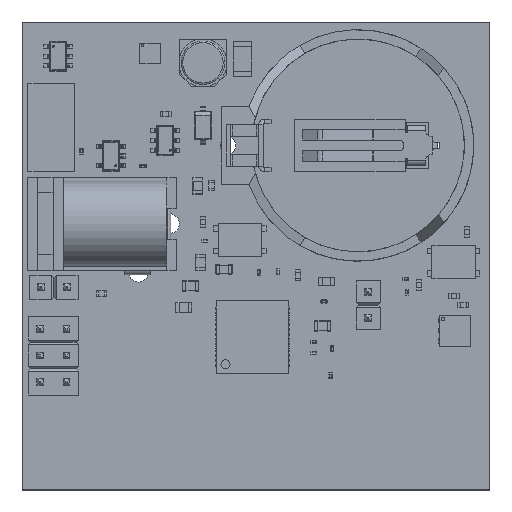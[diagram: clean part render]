
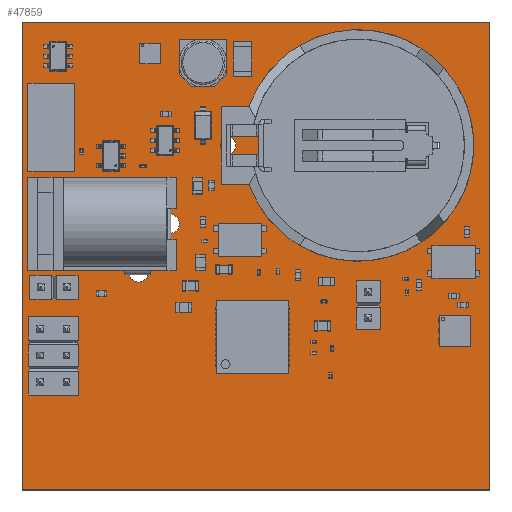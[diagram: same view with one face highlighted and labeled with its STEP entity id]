
A CAD part, top view. The second image highlights one B-rep face of the part: STEP entity #47859.
In plain terms, the highlighted planar face has unit normal (0, 0, 1).
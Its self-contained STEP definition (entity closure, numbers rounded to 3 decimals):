
#47082 = VERTEX_POINT('',#47083);
#47083 = CARTESIAN_POINT('',(-31.5,-52.5,0.));
#47089 = EDGE_CURVE('',#47082,#47090,#47092,.T.);
#47090 = VERTEX_POINT('',#47091);
#47091 = CARTESIAN_POINT('',(-31.5,-7.3,0.));
#47092 = LINE('',#47093,#47094);
#47093 = CARTESIAN_POINT('',(-31.5,-52.5,0.));
#47094 = VECTOR('',#47095,1.);
#47095 = DIRECTION('',(0.,1.,0.));
#47120 = EDGE_CURVE('',#47090,#47121,#47123,.T.);
#47121 = VERTEX_POINT('',#47122);
#47122 = CARTESIAN_POINT('',(13.7,-7.3,0.));
#47123 = LINE('',#47124,#47125);
#47124 = CARTESIAN_POINT('',(-31.5,-7.3,0.));
#47125 = VECTOR('',#47126,1.);
#47126 = DIRECTION('',(1.,0.,0.));
#47151 = EDGE_CURVE('',#47121,#47152,#47154,.T.);
#47152 = VERTEX_POINT('',#47153);
#47153 = CARTESIAN_POINT('',(13.7,-52.5,0.));
#47154 = LINE('',#47155,#47156);
#47155 = CARTESIAN_POINT('',(13.7,-7.3,0.));
#47156 = VECTOR('',#47157,1.);
#47157 = DIRECTION('',(0.,-1.,0.));
#47182 = EDGE_CURVE('',#47152,#47082,#47183,.T.);
#47183 = LINE('',#47184,#47185);
#47184 = CARTESIAN_POINT('',(13.7,-52.5,0.));
#47185 = VECTOR('',#47186,1.);
#47186 = DIRECTION('',(-1.,0.,0.));
#47206 = VERTEX_POINT('',#47207);
#47207 = CARTESIAN_POINT('',(-29.168,-42.062,0.));
#47213 = EDGE_CURVE('',#47206,#47206,#47214,.T.);
#47214 = CIRCLE('',#47215,0.575);
#47215 = AXIS2_PLACEMENT_3D('',#47216,#47217,#47218);
#47216 = CARTESIAN_POINT('',(-29.743,-42.062,0.));
#47217 = DIRECTION('',(0.,0.,1.));
#47218 = DIRECTION('',(1.,0.,0.));
#47239 = VERTEX_POINT('',#47240);
#47240 = CARTESIAN_POINT('',(-29.168,-39.522,0.));
#47246 = EDGE_CURVE('',#47239,#47239,#47247,.T.);
#47247 = CIRCLE('',#47248,0.575);
#47248 = AXIS2_PLACEMENT_3D('',#47249,#47250,#47251);
#47249 = CARTESIAN_POINT('',(-29.743,-39.522,0.));
#47250 = DIRECTION('',(0.,0.,1.));
#47251 = DIRECTION('',(1.,0.,0.));
#47272 = VERTEX_POINT('',#47273);
#47273 = CARTESIAN_POINT('',(-26.628,-42.062,0.));
#47279 = EDGE_CURVE('',#47272,#47272,#47280,.T.);
#47280 = CIRCLE('',#47281,0.575);
#47281 = AXIS2_PLACEMENT_3D('',#47282,#47283,#47284);
#47282 = CARTESIAN_POINT('',(-27.203,-42.062,0.));
#47283 = DIRECTION('',(0.,0.,1.));
#47284 = DIRECTION('',(1.,0.,0.));
#47305 = VERTEX_POINT('',#47306);
#47306 = CARTESIAN_POINT('',(-29.168,-36.982,0.));
#47312 = EDGE_CURVE('',#47305,#47305,#47313,.T.);
#47313 = CIRCLE('',#47314,0.575);
#47314 = AXIS2_PLACEMENT_3D('',#47315,#47316,#47317);
#47315 = CARTESIAN_POINT('',(-29.743,-36.982,0.));
#47316 = DIRECTION('',(0.,0.,1.));
#47317 = DIRECTION('',(1.,0.,0.));
#47338 = VERTEX_POINT('',#47339);
#47339 = CARTESIAN_POINT('',(-29.118,-32.918,0.));
#47345 = EDGE_CURVE('',#47338,#47338,#47346,.T.);
#47346 = CIRCLE('',#47347,0.575);
#47347 = AXIS2_PLACEMENT_3D('',#47348,#47349,#47350);
#47348 = CARTESIAN_POINT('',(-29.693,-32.918,0.));
#47349 = DIRECTION('',(0.,0.,1.));
#47350 = DIRECTION('',(1.,0.,0.));
#47371 = VERTEX_POINT('',#47372);
#47372 = CARTESIAN_POINT('',(-27.027,-19.975,0.));
#47378 = EDGE_CURVE('',#47371,#47371,#47379,.T.);
#47379 = CIRCLE('',#47380,0.4);
#47380 = AXIS2_PLACEMENT_3D('',#47381,#47382,#47383);
#47381 = CARTESIAN_POINT('',(-27.427,-19.975,0.));
#47382 = DIRECTION('',(0.,0.,1.));
#47383 = DIRECTION('',(1.,0.,0.));
#47404 = VERTEX_POINT('',#47405);
#47405 = CARTESIAN_POINT('',(-26.628,-36.982,0.));
#47411 = EDGE_CURVE('',#47404,#47404,#47412,.T.);
#47412 = CIRCLE('',#47413,0.575);
#47413 = AXIS2_PLACEMENT_3D('',#47414,#47415,#47416);
#47414 = CARTESIAN_POINT('',(-27.203,-36.982,0.));
#47415 = DIRECTION('',(0.,0.,1.));
#47416 = DIRECTION('',(1.,0.,0.));
#47437 = VERTEX_POINT('',#47438);
#47438 = CARTESIAN_POINT('',(-27.027,-14.975,0.));
#47444 = EDGE_CURVE('',#47437,#47437,#47445,.T.);
#47445 = CIRCLE('',#47446,0.4);
#47446 = AXIS2_PLACEMENT_3D('',#47447,#47448,#47449);
#47447 = CARTESIAN_POINT('',(-27.427,-14.975,0.));
#47448 = DIRECTION('',(0.,0.,1.));
#47449 = DIRECTION('',(1.,0.,0.));
#47470 = VERTEX_POINT('',#47471);
#47471 = CARTESIAN_POINT('',(-27.027,-17.475,0.));
#47477 = EDGE_CURVE('',#47470,#47470,#47478,.T.);
#47478 = CIRCLE('',#47479,0.4);
#47479 = AXIS2_PLACEMENT_3D('',#47480,#47481,#47482);
#47480 = CARTESIAN_POINT('',(-27.427,-17.475,0.));
#47481 = DIRECTION('',(0.,0.,1.));
#47482 = DIRECTION('',(1.,0.,0.));
#47503 = VERTEX_POINT('',#47504);
#47504 = CARTESIAN_POINT('',(-26.628,-39.522,0.));
#47510 = EDGE_CURVE('',#47503,#47503,#47511,.T.);
#47511 = CIRCLE('',#47512,0.575);
#47512 = AXIS2_PLACEMENT_3D('',#47513,#47514,#47515);
#47513 = CARTESIAN_POINT('',(-27.203,-39.522,0.));
#47514 = DIRECTION('',(0.,0.,1.));
#47515 = DIRECTION('',(1.,0.,0.));
#47536 = VERTEX_POINT('',#47537);
#47537 = CARTESIAN_POINT('',(-26.578,-32.918,0.));
#47543 = EDGE_CURVE('',#47536,#47536,#47544,.T.);
#47544 = CIRCLE('',#47545,0.575);
#47545 = AXIS2_PLACEMENT_3D('',#47546,#47547,#47548);
#47546 = CARTESIAN_POINT('',(-27.153,-32.918,0.));
#47547 = DIRECTION('',(0.,0.,1.));
#47548 = DIRECTION('',(1.,0.,0.));
#47569 = VERTEX_POINT('',#47570);
#47570 = CARTESIAN_POINT('',(2.505,-35.916,0.));
#47576 = EDGE_CURVE('',#47569,#47569,#47577,.T.);
#47577 = CIRCLE('',#47578,0.575);
#47578 = AXIS2_PLACEMENT_3D('',#47579,#47580,#47581);
#47579 = CARTESIAN_POINT('',(1.93,-35.916,0.));
#47580 = DIRECTION('',(0.,0.,1.));
#47581 = DIRECTION('',(1.,0.,0.));
#47602 = VERTEX_POINT('',#47603);
#47603 = CARTESIAN_POINT('',(2.505,-33.376,0.));
#47609 = EDGE_CURVE('',#47602,#47602,#47610,.T.);
#47610 = CIRCLE('',#47611,0.575);
#47611 = AXIS2_PLACEMENT_3D('',#47612,#47613,#47614);
#47612 = CARTESIAN_POINT('',(1.93,-33.376,0.));
#47613 = DIRECTION('',(0.,0.,1.));
#47614 = DIRECTION('',(1.,0.,0.));
#47635 = VERTEX_POINT('',#47636);
#47636 = CARTESIAN_POINT('',(-19.297,-31.472,0.));
#47642 = EDGE_CURVE('',#47635,#47635,#47643,.T.);
#47643 = CIRCLE('',#47644,0.95);
#47644 = AXIS2_PLACEMENT_3D('',#47645,#47646,#47647);
#47645 = CARTESIAN_POINT('',(-20.247,-31.472,0.));
#47646 = DIRECTION('',(0.,0.,1.));
#47647 = DIRECTION('',(1.,0.,0.));
#47668 = VERTEX_POINT('',#47669);
#47669 = CARTESIAN_POINT('',(-22.297,-26.772,0.));
#47675 = EDGE_CURVE('',#47668,#47668,#47676,.T.);
#47676 = CIRCLE('',#47677,0.95);
#47677 = AXIS2_PLACEMENT_3D('',#47678,#47679,#47680);
#47678 = CARTESIAN_POINT('',(-23.247,-26.772,0.));
#47679 = DIRECTION('',(0.,0.,1.));
#47680 = DIRECTION('',(1.,0.,0.));
#47701 = VERTEX_POINT('',#47702);
#47702 = CARTESIAN_POINT('',(-16.297,-26.772,0.));
#47708 = EDGE_CURVE('',#47701,#47701,#47709,.T.);
#47709 = CIRCLE('',#47710,0.95);
#47710 = AXIS2_PLACEMENT_3D('',#47711,#47712,#47713);
#47711 = CARTESIAN_POINT('',(-17.247,-26.772,0.));
#47712 = DIRECTION('',(0.,0.,1.));
#47713 = DIRECTION('',(1.,0.,0.));
#47734 = VERTEX_POINT('',#47735);
#47735 = CARTESIAN_POINT('',(-10.832,-19.228,0.));
#47741 = EDGE_CURVE('',#47734,#47734,#47742,.T.);
#47742 = CIRCLE('',#47743,0.75);
#47743 = AXIS2_PLACEMENT_3D('',#47744,#47745,#47746);
#47744 = CARTESIAN_POINT('',(-11.582,-19.228,0.));
#47745 = DIRECTION('',(0.,0.,1.));
#47746 = DIRECTION('',(1.,0.,0.));
#47767 = VERTEX_POINT('',#47768);
#47768 = CARTESIAN_POINT('',(9.003,-19.228,0.));
#47774 = EDGE_CURVE('',#47767,#47767,#47775,.T.);
#47775 = CIRCLE('',#47776,0.585);
#47776 = AXIS2_PLACEMENT_3D('',#47777,#47778,#47779);
#47777 = CARTESIAN_POINT('',(8.418,-19.228,0.));
#47778 = DIRECTION('',(0.,0.,1.));
#47779 = DIRECTION('',(1.,0.,0.));
#47859 = ADVANCED_FACE('',(#47860,#47866,#47869,#47872,#47875,#47878,
    #47881,#47884,#47887,#47890,#47893,#47896,#47899,#47902,#47905,
    #47908,#47911,#47914,#47917),#47920,.T.);
#47860 = FACE_BOUND('',#47861,.F.);
#47861 = EDGE_LOOP('',(#47862,#47863,#47864,#47865));
#47862 = ORIENTED_EDGE('',*,*,#47089,.T.);
#47863 = ORIENTED_EDGE('',*,*,#47120,.T.);
#47864 = ORIENTED_EDGE('',*,*,#47151,.T.);
#47865 = ORIENTED_EDGE('',*,*,#47182,.T.);
#47866 = FACE_BOUND('',#47867,.T.);
#47867 = EDGE_LOOP('',(#47868));
#47868 = ORIENTED_EDGE('',*,*,#47213,.F.);
#47869 = FACE_BOUND('',#47870,.T.);
#47870 = EDGE_LOOP('',(#47871));
#47871 = ORIENTED_EDGE('',*,*,#47246,.F.);
#47872 = FACE_BOUND('',#47873,.T.);
#47873 = EDGE_LOOP('',(#47874));
#47874 = ORIENTED_EDGE('',*,*,#47279,.F.);
#47875 = FACE_BOUND('',#47876,.T.);
#47876 = EDGE_LOOP('',(#47877));
#47877 = ORIENTED_EDGE('',*,*,#47312,.F.);
#47878 = FACE_BOUND('',#47879,.T.);
#47879 = EDGE_LOOP('',(#47880));
#47880 = ORIENTED_EDGE('',*,*,#47345,.F.);
#47881 = FACE_BOUND('',#47882,.T.);
#47882 = EDGE_LOOP('',(#47883));
#47883 = ORIENTED_EDGE('',*,*,#47378,.F.);
#47884 = FACE_BOUND('',#47885,.T.);
#47885 = EDGE_LOOP('',(#47886));
#47886 = ORIENTED_EDGE('',*,*,#47411,.F.);
#47887 = FACE_BOUND('',#47888,.T.);
#47888 = EDGE_LOOP('',(#47889));
#47889 = ORIENTED_EDGE('',*,*,#47444,.F.);
#47890 = FACE_BOUND('',#47891,.T.);
#47891 = EDGE_LOOP('',(#47892));
#47892 = ORIENTED_EDGE('',*,*,#47477,.F.);
#47893 = FACE_BOUND('',#47894,.T.);
#47894 = EDGE_LOOP('',(#47895));
#47895 = ORIENTED_EDGE('',*,*,#47510,.F.);
#47896 = FACE_BOUND('',#47897,.T.);
#47897 = EDGE_LOOP('',(#47898));
#47898 = ORIENTED_EDGE('',*,*,#47543,.F.);
#47899 = FACE_BOUND('',#47900,.T.);
#47900 = EDGE_LOOP('',(#47901));
#47901 = ORIENTED_EDGE('',*,*,#47576,.F.);
#47902 = FACE_BOUND('',#47903,.T.);
#47903 = EDGE_LOOP('',(#47904));
#47904 = ORIENTED_EDGE('',*,*,#47609,.F.);
#47905 = FACE_BOUND('',#47906,.T.);
#47906 = EDGE_LOOP('',(#47907));
#47907 = ORIENTED_EDGE('',*,*,#47642,.F.);
#47908 = FACE_BOUND('',#47909,.T.);
#47909 = EDGE_LOOP('',(#47910));
#47910 = ORIENTED_EDGE('',*,*,#47675,.F.);
#47911 = FACE_BOUND('',#47912,.T.);
#47912 = EDGE_LOOP('',(#47913));
#47913 = ORIENTED_EDGE('',*,*,#47708,.F.);
#47914 = FACE_BOUND('',#47915,.T.);
#47915 = EDGE_LOOP('',(#47916));
#47916 = ORIENTED_EDGE('',*,*,#47741,.F.);
#47917 = FACE_BOUND('',#47918,.T.);
#47918 = EDGE_LOOP('',(#47919));
#47919 = ORIENTED_EDGE('',*,*,#47774,.F.);
#47920 = PLANE('',#47921);
#47921 = AXIS2_PLACEMENT_3D('',#47922,#47923,#47924);
#47922 = CARTESIAN_POINT('',(-31.5,-52.5,0.));
#47923 = DIRECTION('',(0.,0.,1.));
#47924 = DIRECTION('',(1.,0.,0.));
